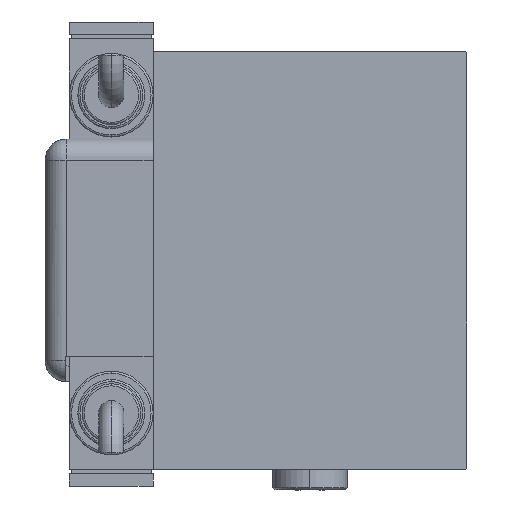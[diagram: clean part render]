
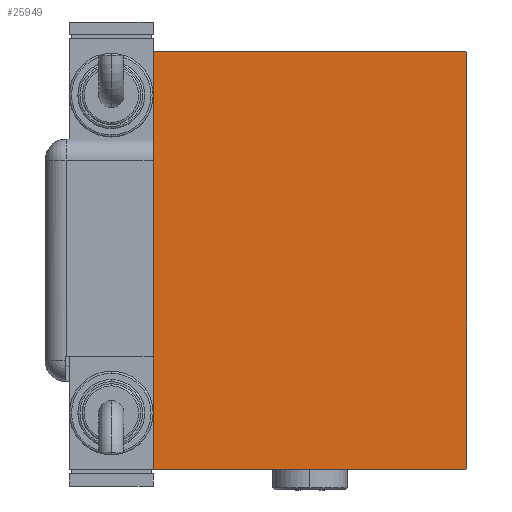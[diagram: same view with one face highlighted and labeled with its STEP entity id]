
A CAD part, left-side view. The second image highlights one B-rep face of the part: STEP entity #25949.
In plain terms, the highlighted face is planar.
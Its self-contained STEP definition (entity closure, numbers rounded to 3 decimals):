
#573 = PLANE ( 'NONE',  #57813 ) ;
#1119 = CARTESIAN_POINT ( 'NONE',  ( 153., -37.5, 50. ) ) ;
#1725 = CARTESIAN_POINT ( 'NONE',  ( 153., 37.5, 50. ) ) ;
#2006 = DIRECTION ( 'NONE',  ( 0., 0., -1. ) ) ;
#3825 = CARTESIAN_POINT ( 'NONE',  ( 153., -37.5, -50. ) ) ;
#4164 = CARTESIAN_POINT ( 'NONE',  ( 153., 43.6, 43.6 ) ) ;
#4935 = EDGE_CURVE ( 'NONE', #17136, #13097, #10484, .T. ) ;
#5115 = CARTESIAN_POINT ( 'NONE',  ( 153., 0., 0. ) ) ;
#5713 = FACE_OUTER_BOUND ( 'NONE', #47731, .T. ) ;
#6498 = LINE ( 'NONE', #52029, #8726 ) ;
#6797 = VECTOR ( 'NONE', #36325, 1000. ) ;
#7313 = DIRECTION ( 'NONE',  ( 0., 0.707, -0.707 ) ) ;
#7608 = LINE ( 'NONE', #21862, #44192 ) ;
#8343 = VECTOR ( 'NONE', #2006, 1000. ) ;
#8726 = VECTOR ( 'NONE', #34719, 1000. ) ;
#10484 = LINE ( 'NONE', #57223, #47470 ) ;
#11665 = CARTESIAN_POINT ( 'NONE',  ( 153., -37.5, -49.7 ) ) ;
#11863 = ORIENTED_EDGE ( 'NONE', *, *, #24501, .T. ) ;
#12803 = ORIENTED_EDGE ( 'NONE', *, *, #34275, .T. ) ;
#13097 = VERTEX_POINT ( 'NONE', #23811 ) ;
#14480 = DIRECTION ( 'NONE',  ( 0., -1., 0. ) ) ;
#16760 = CARTESIAN_POINT ( 'NONE',  ( 153., 37.2, 50. ) ) ;
#17136 = VERTEX_POINT ( 'NONE', #40663 ) ;
#17782 = LINE ( 'NONE', #3825, #51996 ) ;
#19065 = DIRECTION ( 'NONE',  ( 1., 0., 0. ) ) ;
#19641 = CARTESIAN_POINT ( 'NONE',  ( 153., -37.2, -50. ) ) ;
#20221 = LINE ( 'NONE', #1725, #24296 ) ;
#20712 = ORIENTED_EDGE ( 'NONE', *, *, #57814, .T. ) ;
#21488 = CARTESIAN_POINT ( 'NONE',  ( 153., -37.2, 50. ) ) ;
#21751 = VERTEX_POINT ( 'NONE', #59601 ) ;
#21755 = LINE ( 'NONE', #4164, #55035 ) ;
#21862 = CARTESIAN_POINT ( 'NONE',  ( 153., -43.6, -43.6 ) ) ;
#23811 = CARTESIAN_POINT ( 'NONE',  ( 153., 37.5, -49.7 ) ) ;
#24214 = DIRECTION ( 'NONE',  ( 0., 0., -1. ) ) ;
#24296 = VECTOR ( 'NONE', #14480, 1000. ) ;
#24501 = EDGE_CURVE ( 'NONE', #56383, #56405, #43282, .T. ) ;
#25890 = ORIENTED_EDGE ( 'NONE', *, *, #36820, .T. ) ;
#25949 = ADVANCED_FACE ( 'NONE', ( #5713 ), #573, .T. ) ;
#26204 = EDGE_CURVE ( 'NONE', #21751, #43189, #21755, .T. ) ;
#28999 = DIRECTION ( 'NONE',  ( 0., 0.707, 0.707 ) ) ;
#31464 = ORIENTED_EDGE ( 'NONE', *, *, #4935, .T. ) ;
#32047 = LINE ( 'NONE', #49966, #6797 ) ;
#32551 = EDGE_CURVE ( 'NONE', #13097, #21751, #6498, .T. ) ;
#34275 = EDGE_CURVE ( 'NONE', #43189, #58061, #20221, .T. ) ;
#34719 = DIRECTION ( 'NONE',  ( 0., 0., 1. ) ) ;
#36032 = VERTEX_POINT ( 'NONE', #19641 ) ;
#36325 = DIRECTION ( 'NONE',  ( 0., -0.707, -0.707 ) ) ;
#36820 = EDGE_CURVE ( 'NONE', #58061, #56383, #32047, .T. ) ;
#40663 = CARTESIAN_POINT ( 'NONE',  ( 153., 37.2, -50. ) ) ;
#43189 = VERTEX_POINT ( 'NONE', #16760 ) ;
#43282 = LINE ( 'NONE', #1119, #8343 ) ;
#44192 = VECTOR ( 'NONE', #7313, 1000. ) ;
#45131 = DIRECTION ( 'NONE',  ( 0., -0.707, 0.707 ) ) ;
#46296 = DIRECTION ( 'NONE',  ( 0., 1., 0. ) ) ;
#47470 = VECTOR ( 'NONE', #28999, 1000. ) ;
#47731 = EDGE_LOOP ( 'NONE', ( #49304, #31464, #50953, #53928, #12803, #25890, #11863, #20712 ) ) ;
#49304 = ORIENTED_EDGE ( 'NONE', *, *, #59286, .T. ) ;
#49966 = CARTESIAN_POINT ( 'NONE',  ( 153., -43.6, 43.6 ) ) ;
#50953 = ORIENTED_EDGE ( 'NONE', *, *, #32551, .T. ) ;
#51996 = VECTOR ( 'NONE', #46296, 1000. ) ;
#52029 = CARTESIAN_POINT ( 'NONE',  ( 153., 37.5, -50. ) ) ;
#53549 = CARTESIAN_POINT ( 'NONE',  ( 153., -37.5, 49.7 ) ) ;
#53928 = ORIENTED_EDGE ( 'NONE', *, *, #26204, .T. ) ;
#55035 = VECTOR ( 'NONE', #45131, 1000. ) ;
#56383 = VERTEX_POINT ( 'NONE', #53549 ) ;
#56405 = VERTEX_POINT ( 'NONE', #11665 ) ;
#57223 = CARTESIAN_POINT ( 'NONE',  ( 153., 43.6, -43.6 ) ) ;
#57813 = AXIS2_PLACEMENT_3D ( 'NONE', #5115, #19065, #24214 ) ;
#57814 = EDGE_CURVE ( 'NONE', #56405, #36032, #7608, .T. ) ;
#58061 = VERTEX_POINT ( 'NONE', #21488 ) ;
#59286 = EDGE_CURVE ( 'NONE', #36032, #17136, #17782, .T. ) ;
#59601 = CARTESIAN_POINT ( 'NONE',  ( 153., 37.5, 49.7 ) ) ;
